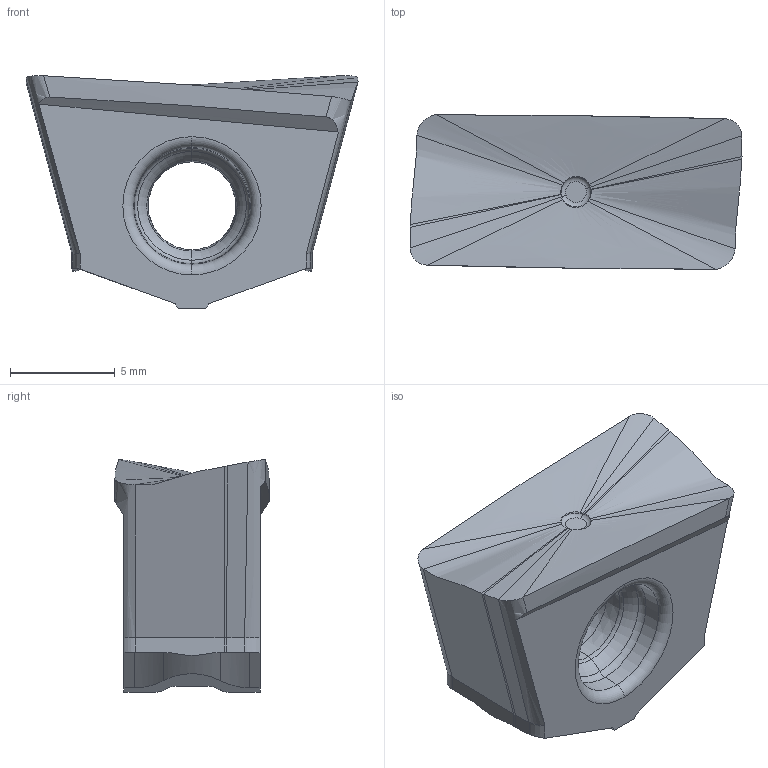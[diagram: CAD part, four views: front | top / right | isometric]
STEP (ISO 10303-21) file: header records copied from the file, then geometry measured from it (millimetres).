
FILE_DESCRIPTION((''),'2;1');
FILE_NAME('XNMU160708R-MS','2016-01-13T',('tlyg01'),('PTC Japan'),'PRO/ENGINEER BY PARAMETRIC TECHNOLOGY CORPORATION, 2014310','PRO/ENGINEER BY PARAMETRIC TECHNOLOGY CORPORATION, 2014310','');
FILE_SCHEMA(('AUTOMOTIVE_DESIGN { 1 0 10303 214 1 1 1 1 }'));
Length unit declared in the file: millimetre
Products named in the file (1): XNMU160708R-MS
Bounding box: 15.86 x 7.38 x 11.12 mm (x, y, z)
Volume: 676.4 mm3; surface area: 611.9 mm2
Topology: 1 solids, 1 shells, 94 faces, 248 edges, 152 vertices
Faces by surface type: bspline 24, plane 22, torus 18, extrusion 10, cylinder 10, cone 10
Entity records: 5115 total; most frequent: CARTESIAN_POINT 2192, ORIENTED_EDGE 488, DIRECTION 350, PRESENTATION_STYLE_ASSIGNMENT 246, STYLED_ITEM 246, CURVE_STYLE 245, EDGE_CURVE 244, VERTEX_POINT 152
